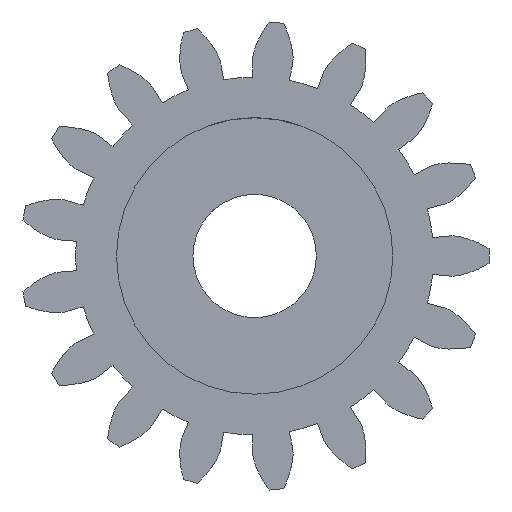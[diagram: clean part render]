
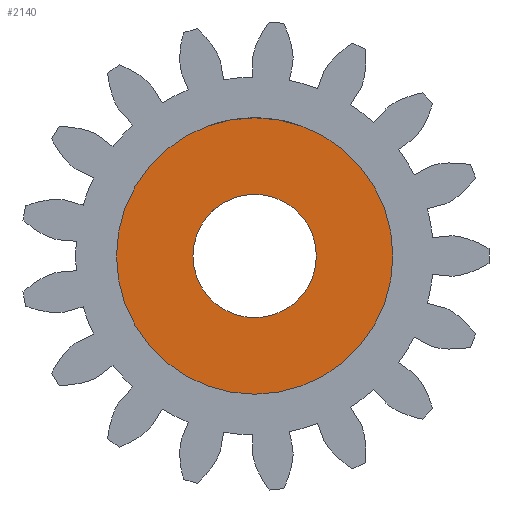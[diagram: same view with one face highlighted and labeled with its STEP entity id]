
A CAD part, front view. The second image highlights one B-rep face of the part: STEP entity #2140.
In plain terms, the highlighted planar face has unit normal (0, -1, 0).
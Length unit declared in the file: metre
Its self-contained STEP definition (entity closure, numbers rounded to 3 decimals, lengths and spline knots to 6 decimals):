
#65=PLANE('',#2268);
#1199=ORIENTED_EDGE('',*,*,#1207,.F.);
#1200=ORIENTED_EDGE('',*,*,#1210,.T.);
#1207=EDGE_CURVE('',#1521,#1521,#1733,.T.);
#1210=EDGE_CURVE('',#1524,#1524,#1735,.T.);
#1521=VERTEX_POINT('',#2714);
#1524=VERTEX_POINT('',#2735);
#1733=CIRCLE('',#2158,0.0025);
#1735=CIRCLE('',#2161,0.0056);
#1885=EDGE_LOOP('',(#1199));
#1886=EDGE_LOOP('',(#1200));
#2005=FACE_BOUND('',#1885,.T.);
#2006=FACE_BOUND('',#1886,.T.);
#2140=ADVANCED_FACE('',(#2005,#2006),#65,.T.);
#2158=AXIS2_PLACEMENT_3D('',#2713,#2277,#2278);
#2161=AXIS2_PLACEMENT_3D('',#2734,#2283,#2284);
#2268=AXIS2_PLACEMENT_3D('',#5712,#2701,#2702);
#2277=DIRECTION('',(0.,-1.,0.));
#2278=DIRECTION('',(0.,0.,-1.));
#2283=DIRECTION('',(0.,-1.,0.));
#2284=DIRECTION('',(0.,0.,-1.));
#2701=DIRECTION('',(0.,-1.,0.));
#2702=DIRECTION('',(1.,0.,0.));
#2713=CARTESIAN_POINT('',(0.,-0.015,0.));
#2714=CARTESIAN_POINT('',(0.,-0.015,-0.0025));
#2734=CARTESIAN_POINT('',(0.,-0.015,0.));
#2735=CARTESIAN_POINT('',(0.,-0.015,-0.0056));
#5712=CARTESIAN_POINT('',(0.000054,-0.015,0.));
